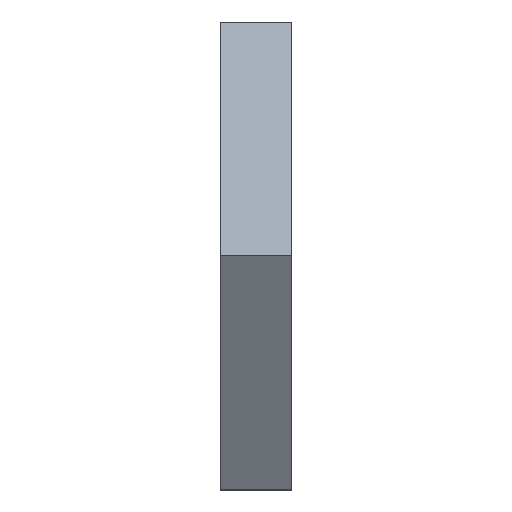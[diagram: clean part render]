
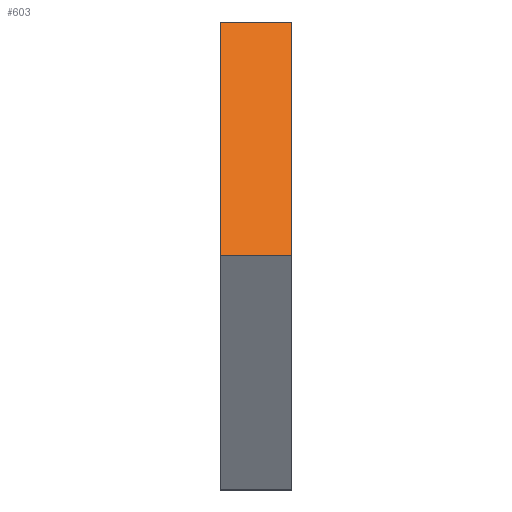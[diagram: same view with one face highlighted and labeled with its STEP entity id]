
A CAD part, top view. The second image highlights one B-rep face of the part: STEP entity #603.
In plain terms, the highlighted planar face has unit normal (0, 0.5, 0.866).
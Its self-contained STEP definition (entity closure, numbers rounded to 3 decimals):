
#72 = PLANE ( 'NONE',  #475 ) ;
#90 = CARTESIAN_POINT ( 'NONE',  ( 4., 13., 7.506 ) ) ;
#135 = LINE ( 'NONE', #2219, #180 ) ;
#136 = CARTESIAN_POINT ( 'NONE',  ( 0., 13., 7.506 ) ) ;
#180 = VECTOR ( 'NONE', #636, 1000. ) ;
#191 = CARTESIAN_POINT ( 'NONE',  ( 4., 0., 15.011 ) ) ;
#230 = DIRECTION ( 'NONE',  ( 0., 0.866, -0.5 ) ) ;
#265 = VERTEX_POINT ( 'NONE', #191 ) ;
#405 = CARTESIAN_POINT ( 'NONE',  ( 4., 13., 7.506 ) ) ;
#463 = EDGE_CURVE ( 'NONE', #265, #786, #2176, .T. ) ;
#470 = LINE ( 'NONE', #90, #1112 ) ;
#475 = AXIS2_PLACEMENT_3D ( 'NONE', #405, #1820, #230 ) ;
#580 = CARTESIAN_POINT ( 'NONE',  ( 4., 0., 15.011 ) ) ;
#603 = ADVANCED_FACE ( 'NONE', ( #2148 ), #72, .F. ) ;
#636 = DIRECTION ( 'NONE',  ( 0., -0.866, 0.5 ) ) ;
#743 = CARTESIAN_POINT ( 'NONE',  ( 0., 13., 7.506 ) ) ;
#782 = ORIENTED_EDGE ( 'NONE', *, *, #1362, .F. ) ;
#786 = VERTEX_POINT ( 'NONE', #1756 ) ;
#813 = VECTOR ( 'NONE', #2163, 1000. ) ;
#845 = ORIENTED_EDGE ( 'NONE', *, *, #2233, .T. ) ;
#864 = CARTESIAN_POINT ( 'NONE',  ( 4., 13., 7.506 ) ) ;
#897 = DIRECTION ( 'NONE',  ( 0., -0.866, 0.5 ) ) ;
#907 = LINE ( 'NONE', #743, #1541 ) ;
#1112 = VECTOR ( 'NONE', #1510, 1000. ) ;
#1339 = EDGE_CURVE ( 'NONE', #2083, #1682, #470, .T. ) ;
#1362 = EDGE_CURVE ( 'NONE', #2083, #265, #135, .T. ) ;
#1405 = EDGE_LOOP ( 'NONE', ( #845, #1523, #782, #2057 ) ) ;
#1510 = DIRECTION ( 'NONE',  ( -1., 0., 0. ) ) ;
#1523 = ORIENTED_EDGE ( 'NONE', *, *, #463, .F. ) ;
#1541 = VECTOR ( 'NONE', #897, 1000. ) ;
#1682 = VERTEX_POINT ( 'NONE', #136 ) ;
#1756 = CARTESIAN_POINT ( 'NONE',  ( 0., 0., 15.011 ) ) ;
#1820 = DIRECTION ( 'NONE',  ( 0., -0.5, -0.866 ) ) ;
#2057 = ORIENTED_EDGE ( 'NONE', *, *, #1339, .T. ) ;
#2083 = VERTEX_POINT ( 'NONE', #864 ) ;
#2148 = FACE_OUTER_BOUND ( 'NONE', #1405, .T. ) ;
#2163 = DIRECTION ( 'NONE',  ( -1., 0., 0. ) ) ;
#2176 = LINE ( 'NONE', #580, #813 ) ;
#2219 = CARTESIAN_POINT ( 'NONE',  ( 4., 13., 7.506 ) ) ;
#2233 = EDGE_CURVE ( 'NONE', #1682, #786, #907, .T. ) ;
